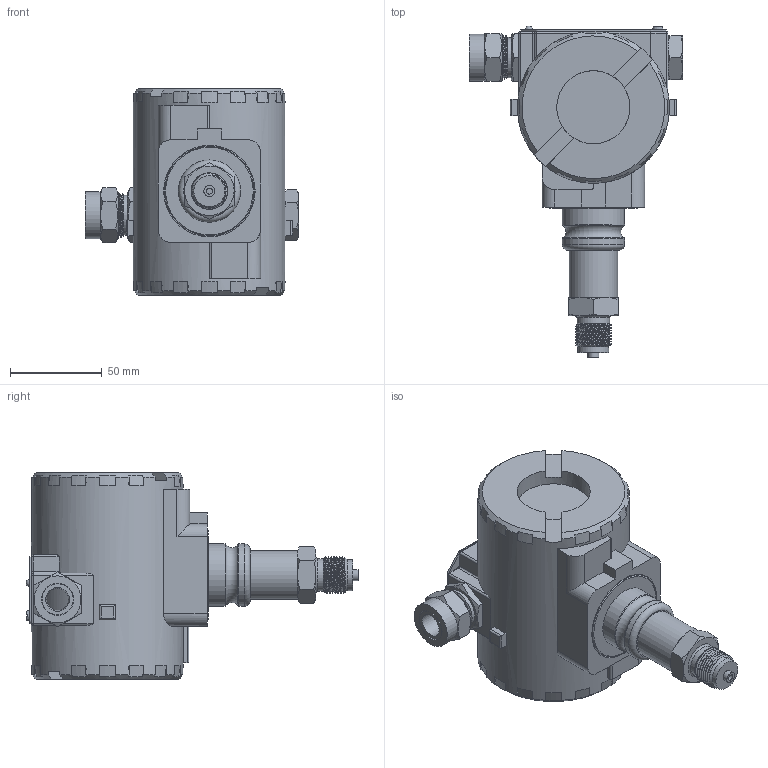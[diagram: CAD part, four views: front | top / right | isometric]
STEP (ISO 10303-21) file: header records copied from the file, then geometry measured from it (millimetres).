
FILE_DESCRIPTION(/* description */ (''),/* implementation_level */ '2;1');
FILE_NAME(/* name */ 'AMZ5450_piezoresistive_M20x1,5EN.step',/* time_stamp */ '2021-08-26T15:17:53+03:00',/* author */ (''),/* organization */ (''),/* preprocessor_version */ 'ST-DEVELOPER v18.1',/* originating_system */ 'Autodesk Translation Framework v10.10.0.1391',/* authorisation */ '');
FILE_SCHEMA (('AUTOMOTIVE_DESIGN { 1 0 10303 214 3 1 1 }'));
Length unit declared in the file: millimetre
Products named in the file (7): АМЗ 5450 - filled; Corp; screw; stamp; O-ring (1); PLUG v2; M20x1,5 steel cable gland Ex d v3
Assembly tree (6 placements, depth 2):
  АМЗ 5450 - filled
    Corp
    screw
    stamp
    O-ring (1)
    PLUG v2
    M20x1,5 steel cable gland Ex d v3
Bounding box: 116.5 x 181.4 x 113 mm (x, y, z)
Volume: 735971.1 mm3; surface area: 76676.5 mm2
Topology: 5 solids, 6 shells, 662 faces, 1753 edges, 1144 vertices
Faces by surface type: plane 315, cylinder 142, bspline 117, cone 69, torus 12, sphere 7
Full cylindrical faces by diameter (mm): 2 x2, 2.693 x1, 3 x3, 3.3 x1, 6 x1, 8.5 x2, 12 x1, 13 x1, 16.811 x1, 17 x3, 17.6 x1, 17.8 x1, 18.137 x24, 18.376 x2, 19.85 x20, 22 x1, 22.132 x1, 25.6 x1, 26.5 x1, 34 x2, 40 x1, 48.9 x1, 50 x1, 77 x1, 83 x1
Entity records: 30557 total; most frequent: CARTESIAN_POINT 14974, ORIENTED_EDGE 3492, DIRECTION 2740, EDGE_CURVE 1746, VERTEX_POINT 1144, LINE 952, VECTOR 952, AXIS2_PLACEMENT_3D 894
